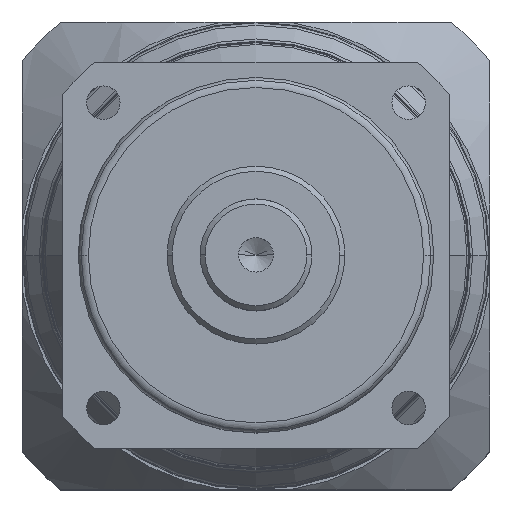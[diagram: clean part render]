
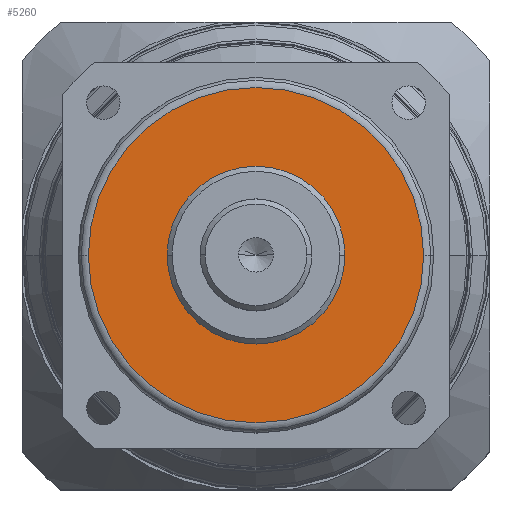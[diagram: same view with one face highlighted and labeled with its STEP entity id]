
A CAD part, top view. The second image highlights one B-rep face of the part: STEP entity #5260.
In plain terms, the highlighted planar face has unit normal (0, 0, 1).
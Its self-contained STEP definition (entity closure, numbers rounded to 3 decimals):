
#1743=CARTESIAN_POINT('',(0.,0.,79.));
#1744=DIRECTION('',(0.,0.,1.));
#1745=DIRECTION('',(1.,0.,0.));
#1746=AXIS2_PLACEMENT_3D('',#1743,#1744,#1745);
#1748=CARTESIAN_POINT('',(0.,0.,79.));
#1749=DIRECTION('',(0.,0.,1.));
#1750=DIRECTION('',(-1.,0.,0.));
#1751=AXIS2_PLACEMENT_3D('',#1748,#1749,#1750);
#1753=CARTESIAN_POINT('',(0.,0.,79.));
#1754=DIRECTION('',(0.,0.,-1.));
#1755=DIRECTION('',(1.,0.,0.));
#1756=AXIS2_PLACEMENT_3D('',#1753,#1754,#1755);
#1758=CARTESIAN_POINT('',(0.,0.,79.));
#1759=DIRECTION('',(0.,0.,-1.));
#1760=DIRECTION('',(-1.,0.,0.));
#1761=AXIS2_PLACEMENT_3D('',#1758,#1759,#1760);
#2564=CARTESIAN_POINT('',(-17.5,0.,79.));
#2566=VERTEX_POINT('',#2564);
#2568=CARTESIAN_POINT('',(17.5,0.,79.));
#2570=VERTEX_POINT('',#2568);
#2628=CARTESIAN_POINT('',(-33.,0.,79.));
#2629=VERTEX_POINT('',#2628);
#2630=CARTESIAN_POINT('',(33.,0.,79.));
#2631=VERTEX_POINT('',#2630);
#5244=CARTESIAN_POINT('',(0.,0.,79.));
#5245=DIRECTION('',(0.,0.,1.));
#5246=DIRECTION('',(1.,0.,0.));
#5247=AXIS2_PLACEMENT_3D('',#5244,#5245,#5246);
#5248=PLANE('',#5247);
#5249=ORIENTED_EDGE('',*,*,#5234,.F.);
#5251=ORIENTED_EDGE('',*,*,#5250,.F.);
#5252=EDGE_LOOP('',(#5249,#5251));
#5253=FACE_OUTER_BOUND('',#5252,.F.);
#5255=ORIENTED_EDGE('',*,*,#5254,.F.);
#5257=ORIENTED_EDGE('',*,*,#5256,.F.);
#5258=EDGE_LOOP('',(#5255,#5257));
#5259=FACE_BOUND('',#5258,.F.);
#5260=ADVANCED_FACE('',(#5253,#5259),#5248,.T.);
#1747=CIRCLE('',#1746,33.);
#1752=CIRCLE('',#1751,33.);
#1757=CIRCLE('',#1756,17.5);
#1762=CIRCLE('',#1761,17.5);
#5234=EDGE_CURVE('',#2631,#2629,#1747,.T.);
#5250=EDGE_CURVE('',#2629,#2631,#1752,.T.);
#5254=EDGE_CURVE('',#2570,#2566,#1757,.T.);
#5256=EDGE_CURVE('',#2566,#2570,#1762,.T.);
